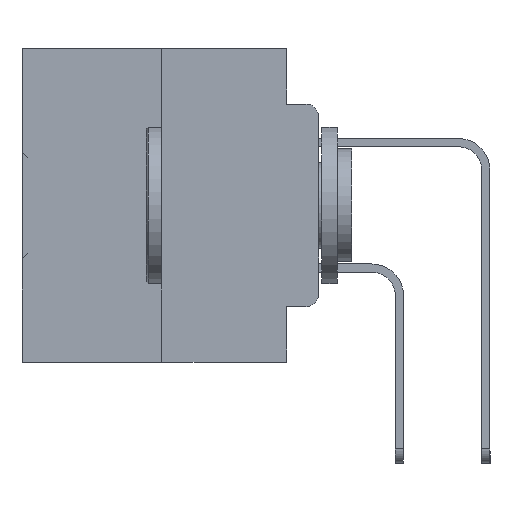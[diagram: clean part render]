
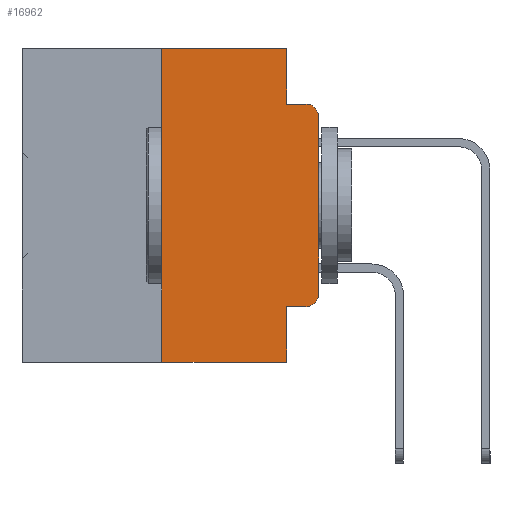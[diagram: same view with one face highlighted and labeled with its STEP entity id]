
A CAD part, left-side view. The second image highlights one B-rep face of the part: STEP entity #16962.
In plain terms, the highlighted planar face has unit normal (-1, 0, 0).
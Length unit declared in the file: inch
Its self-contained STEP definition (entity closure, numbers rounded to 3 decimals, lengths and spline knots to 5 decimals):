
#317 = CARTESIAN_POINT ( 'NONE',  ( 0., 0.473, 0. ) ) ;
#975 = VERTEX_POINT ( 'NONE', #4597 ) ;
#976 = EDGE_CURVE ( 'NONE', #8848, #2557, #18366, .T. ) ;
#1138 = CARTESIAN_POINT ( 'NONE',  ( 0., 0.051, 0. ) ) ;
#1147 = CIRCLE ( 'NONE', #21189, 0.02 ) ;
#1803 = FACE_OUTER_BOUND ( 'NONE', #25989, .T. ) ;
#2175 = CARTESIAN_POINT ( 'NONE',  ( 0., 0., -0.1085 ) ) ;
#2366 = DIRECTION ( 'NONE',  ( 0., -1., 0. ) ) ;
#2557 = VERTEX_POINT ( 'NONE', #18761 ) ;
#3451 = DIRECTION ( 'NONE',  ( 0., -1., 0. ) ) ;
#4305 = DIRECTION ( 'NONE',  ( -1., 0., 0. ) ) ;
#4597 = CARTESIAN_POINT ( 'NONE',  ( 0., 0.051, 0. ) ) ;
#4955 = EDGE_CURVE ( 'NONE', #20252, #24176, #14102, .T. ) ;
#5759 = VECTOR ( 'NONE', #29759, 39.37008 ) ;
#7165 = DIRECTION ( 'NONE',  ( 0., 0., -1. ) ) ;
#8269 = VECTOR ( 'NONE', #3451, 39.37008 ) ;
#8594 = DIRECTION ( 'NONE',  ( -1., 0., 0. ) ) ;
#8755 = AXIS2_PLACEMENT_3D ( 'NONE', #22232, #4305, #25195 ) ;
#8848 = VERTEX_POINT ( 'NONE', #10574 ) ;
#9238 = CARTESIAN_POINT ( 'NONE',  ( 0., 0.051, 0. ) ) ;
#9477 = ORIENTED_EDGE ( 'NONE', *, *, #15501, .F. ) ;
#10467 = VECTOR ( 'NONE', #2366, 39.37008 ) ;
#10574 = CARTESIAN_POINT ( 'NONE',  ( 0., 0.051, -0.0885 ) ) ;
#10852 = ORIENTED_EDGE ( 'NONE', *, *, #11933, .F. ) ;
#11773 = ORIENTED_EDGE ( 'NONE', *, *, #21923, .F. ) ;
#11859 = VECTOR ( 'NONE', #26482, 39.37008 ) ;
#11909 = LINE ( 'NONE', #32010, #34633 ) ;
#11933 = EDGE_CURVE ( 'NONE', #975, #8848, #21729, .T. ) ;
#12156 = LINE ( 'NONE', #9238, #26092 ) ;
#12233 = DIRECTION ( 'NONE',  ( 0., 0., -1. ) ) ;
#12950 = CARTESIAN_POINT ( 'NONE',  ( 0., 0.051, -0.0885 ) ) ;
#13175 = VECTOR ( 'NONE', #27966, 39.37008 ) ;
#13210 = ORIENTED_EDGE ( 'NONE', *, *, #27445, .T. ) ;
#13356 = DIRECTION ( 'NONE',  ( 0., 0., -1. ) ) ;
#13764 = LINE ( 'NONE', #38539, #5759 ) ;
#14100 = ORIENTED_EDGE ( 'NONE', *, *, #16019, .T. ) ;
#14102 = LINE ( 'NONE', #33949, #13175 ) ;
#14658 = CARTESIAN_POINT ( 'NONE',  ( 0., 0., 0. ) ) ;
#14679 = CARTESIAN_POINT ( 'NONE',  ( 0., 0.051, -0.4115 ) ) ;
#15501 = EDGE_CURVE ( 'NONE', #31084, #24176, #12156, .T. ) ;
#16014 = CARTESIAN_POINT ( 'NONE',  ( 0., 0.473, 0. ) ) ;
#16019 = EDGE_CURVE ( 'NONE', #20100, #32237, #34590, .T. ) ;
#16866 = ORIENTED_EDGE ( 'NONE', *, *, #976, .F. ) ;
#16962 = ADVANCED_FACE ( 'NONE', ( #1803 ), #22025, .F. ) ;
#18366 = LINE ( 'NONE', #12950, #10467 ) ;
#18761 = CARTESIAN_POINT ( 'NONE',  ( 0., 0.02, -0.0885 ) ) ;
#20100 = VERTEX_POINT ( 'NONE', #30853 ) ;
#20234 = DIRECTION ( 'NONE',  ( 0., 0., 1. ) ) ;
#20252 = VERTEX_POINT ( 'NONE', #28486 ) ;
#21189 = AXIS2_PLACEMENT_3D ( 'NONE', #26390, #8594, #29338 ) ;
#21729 = LINE ( 'NONE', #1138, #35571 ) ;
#21923 = EDGE_CURVE ( 'NONE', #20252, #36424, #11909, .T. ) ;
#22025 = PLANE ( 'NONE',  #31409 ) ;
#22232 = CARTESIAN_POINT ( 'NONE',  ( 0., 0.02, -0.3915 ) ) ;
#24088 = LINE ( 'NONE', #317, #8269 ) ;
#24176 = VERTEX_POINT ( 'NONE', #33381 ) ;
#25005 = DIRECTION ( 'NONE',  ( 1., 0., 0. ) ) ;
#25195 = DIRECTION ( 'NONE',  ( 0., 0., -1. ) ) ;
#25874 = EDGE_CURVE ( 'NONE', #32237, #2557, #1147, .T. ) ;
#25989 = EDGE_LOOP ( 'NONE', ( #14100, #31732, #16866, #10852, #26645, #11773, #37280, #9477, #26194, #13210 ) ) ;
#26092 = VECTOR ( 'NONE', #12233, 39.37008 ) ;
#26194 = ORIENTED_EDGE ( 'NONE', *, *, #37071, .T. ) ;
#26390 = CARTESIAN_POINT ( 'NONE',  ( 0., 0.02, -0.1085 ) ) ;
#26482 = DIRECTION ( 'NONE',  ( 0., 0., 1. ) ) ;
#26645 = ORIENTED_EDGE ( 'NONE', *, *, #27943, .F. ) ;
#27445 = EDGE_CURVE ( 'NONE', #35218, #20100, #33329, .T. ) ;
#27943 = EDGE_CURVE ( 'NONE', #36424, #975, #24088, .T. ) ;
#27966 = DIRECTION ( 'NONE',  ( 0., -1., 0. ) ) ;
#28486 = CARTESIAN_POINT ( 'NONE',  ( 0., 0.25, -0.5 ) ) ;
#29338 = DIRECTION ( 'NONE',  ( 0., 0., -1. ) ) ;
#29759 = DIRECTION ( 'NONE',  ( 0., -1., 0. ) ) ;
#30853 = CARTESIAN_POINT ( 'NONE',  ( 0., 0., -0.3915 ) ) ;
#31084 = VERTEX_POINT ( 'NONE', #14679 ) ;
#31409 = AXIS2_PLACEMENT_3D ( 'NONE', #16014, #25005, #7165 ) ;
#31732 = ORIENTED_EDGE ( 'NONE', *, *, #25874, .T. ) ;
#32010 = CARTESIAN_POINT ( 'NONE',  ( 0., 0.25, 0. ) ) ;
#32237 = VERTEX_POINT ( 'NONE', #2175 ) ;
#32705 = CARTESIAN_POINT ( 'NONE',  ( 0., 0.25, 0. ) ) ;
#33329 = CIRCLE ( 'NONE', #8755, 0.02 ) ;
#33381 = CARTESIAN_POINT ( 'NONE',  ( 0., 0.051, -0.5 ) ) ;
#33503 = CARTESIAN_POINT ( 'NONE',  ( 0., 0.02, -0.4115 ) ) ;
#33949 = CARTESIAN_POINT ( 'NONE',  ( 0., 0.473, -0.5 ) ) ;
#34590 = LINE ( 'NONE', #14658, #11859 ) ;
#34633 = VECTOR ( 'NONE', #20234, 39.37008 ) ;
#35218 = VERTEX_POINT ( 'NONE', #33503 ) ;
#35571 = VECTOR ( 'NONE', #13356, 39.37008 ) ;
#36424 = VERTEX_POINT ( 'NONE', #32705 ) ;
#37071 = EDGE_CURVE ( 'NONE', #31084, #35218, #13764, .T. ) ;
#37280 = ORIENTED_EDGE ( 'NONE', *, *, #4955, .T. ) ;
#38539 = CARTESIAN_POINT ( 'NONE',  ( 0., 0.051, -0.4115 ) ) ;
